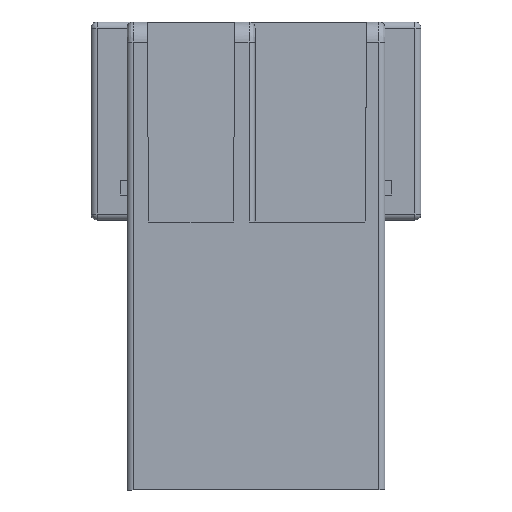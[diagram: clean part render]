
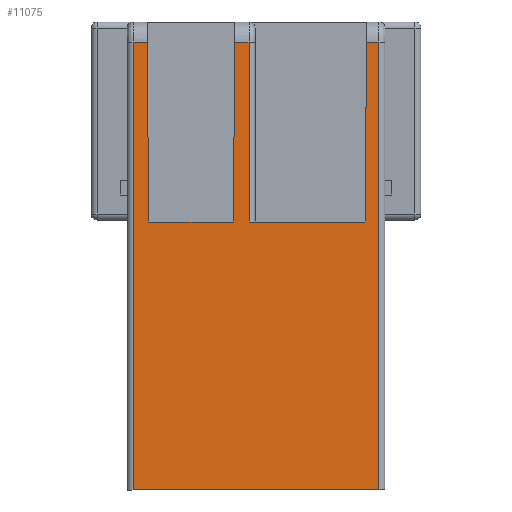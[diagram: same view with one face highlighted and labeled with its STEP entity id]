
A CAD part, left-side view. The second image highlights one B-rep face of the part: STEP entity #11075.
In plain terms, the highlighted planar face has unit normal (-1, 0, 0).
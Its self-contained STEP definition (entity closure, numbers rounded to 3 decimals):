
#10726=CARTESIAN_POINT('',(-4.75,2.9,21.6));
#10727=VERTEX_POINT('',#10726);
#10728=CARTESIAN_POINT('',(-4.75,2.9,44.));
#10729=VERTEX_POINT('',#10728);
#10730=CARTESIAN_POINT('',(-4.75,2.9,21.6));
#10731=DIRECTION('',(0.,0.,1.));
#10732=VECTOR('',#10731,22.4);
#10733=LINE('',#10730,#10732);
#10734=EDGE_CURVE('',#10727,#10729,#10733,.T.);
#10804=CARTESIAN_POINT('',(-4.75,2.191,44.));
#10805=VERTEX_POINT('',#10804);
#10806=CARTESIAN_POINT('',(-4.75,2.9,44.));
#10807=DIRECTION('',(0.,-1.,0.));
#10808=VECTOR('',#10807,0.709);
#10809=LINE('',#10806,#10808);
#10810=EDGE_CURVE('',#10729,#10805,#10809,.T.);
#10831=CARTESIAN_POINT('',(-4.75,2.113,35.));
#10832=VERTEX_POINT('',#10831);
#10833=CARTESIAN_POINT('',(-4.75,2.191,44.));
#10834=DIRECTION('',(0.,-0.009,-1.));
#10835=VECTOR('',#10834,9.);
#10836=LINE('',#10833,#10835);
#10837=EDGE_CURVE('',#10805,#10832,#10836,.T.);
#10887=CARTESIAN_POINT('',(-4.75,-2.113,35.));
#10888=VERTEX_POINT('',#10887);
#10895=CARTESIAN_POINT('',(-4.75,-2.191,44.));
#10896=VERTEX_POINT('',#10895);
#10897=CARTESIAN_POINT('',(-4.75,-2.113,35.));
#10898=DIRECTION('',(0.,-0.009,1.));
#10899=VECTOR('',#10898,9.);
#10900=LINE('',#10897,#10899);
#10901=EDGE_CURVE('',#10888,#10896,#10900,.T.);
#10921=CARTESIAN_POINT('',(-4.75,-2.9,44.));
#10922=VERTEX_POINT('',#10921);
#10923=CARTESIAN_POINT('',(-4.75,-2.191,44.));
#10924=DIRECTION('',(0.,-1.,0.));
#10925=VECTOR('',#10924,0.709);
#10926=LINE('',#10923,#10925);
#10927=EDGE_CURVE('',#10896,#10922,#10926,.T.);
#10992=CARTESIAN_POINT('',(-4.75,-2.9,35.));
#10993=VERTEX_POINT('',#10992);
#10994=CARTESIAN_POINT('',(-4.75,-2.9,44.));
#10995=DIRECTION('',(0.,0.,-1.));
#10996=VECTOR('',#10995,9.);
#10997=LINE('',#10994,#10996);
#10998=EDGE_CURVE('',#10922,#10993,#10997,.T.);
#11018=CARTESIAN_POINT('',(-4.75,-3.2,33.5));
#11019=DIRECTION('',(0.,1.,0.));
#11020=DIRECTION('',(-1.,0.,0.));
#11021=AXIS2_PLACEMENT_3D('',#11018,#11020,#11019);
#11022=PLANE('',#11021);
#11023=CARTESIAN_POINT('',(-4.75,-2.113,35.));
#11024=DIRECTION('',(0.,1.,0.));
#11025=VECTOR('',#11024,4.225);
#11026=LINE('',#11023,#11025);
#11027=EDGE_CURVE('',#10888,#10832,#11026,.T.);
#11028=ORIENTED_EDGE('',*,*,#11027,.T.);
#11029=ORIENTED_EDGE('',*,*,#10837,.F.);
#11030=ORIENTED_EDGE('',*,*,#10810,.F.);
#11031=ORIENTED_EDGE('',*,*,#10734,.F.);
#11032=CARTESIAN_POINT('',(-4.75,-9.4,21.6));
#11033=VERTEX_POINT('',#11032);
#11034=CARTESIAN_POINT('',(-4.75,2.9,21.6));
#11035=DIRECTION('',(0.,-1.,0.));
#11036=VECTOR('',#11035,12.3);
#11037=LINE('',#11034,#11036);
#11038=EDGE_CURVE('',#10727,#11033,#11037,.T.);
#11039=ORIENTED_EDGE('',*,*,#11038,.T.);
#11040=CARTESIAN_POINT('',(-4.75,-9.4,44.));
#11041=VERTEX_POINT('',#11040);
#11042=CARTESIAN_POINT('',(-4.75,-9.4,44.));
#11043=DIRECTION('',(0.,0.,-1.));
#11044=VECTOR('',#11043,22.4);
#11045=LINE('',#11042,#11044);
#11046=EDGE_CURVE('',#11041,#11033,#11045,.T.);
#11047=ORIENTED_EDGE('',*,*,#11046,.F.);
#11048=CARTESIAN_POINT('',(-4.75,-8.779,44.));
#11049=VERTEX_POINT('',#11048);
#11050=CARTESIAN_POINT('',(-4.75,-9.4,44.));
#11051=DIRECTION('',(0.,1.,0.));
#11052=VECTOR('',#11051,0.621);
#11053=LINE('',#11050,#11052);
#11054=EDGE_CURVE('',#11041,#11049,#11053,.T.);
#11055=ORIENTED_EDGE('',*,*,#11054,.T.);
#11056=CARTESIAN_POINT('',(-4.75,-8.7,35.));
#11057=VERTEX_POINT('',#11056);
#11058=CARTESIAN_POINT('',(-4.75,-8.779,44.));
#11059=DIRECTION('',(0.,0.009,-1.));
#11060=VECTOR('',#11059,9.);
#11061=LINE('',#11058,#11060);
#11062=EDGE_CURVE('',#11049,#11057,#11061,.T.);
#11063=ORIENTED_EDGE('',*,*,#11062,.T.);
#11064=CARTESIAN_POINT('',(-4.75,-8.7,35.));
#11065=DIRECTION('',(0.,1.,0.));
#11066=VECTOR('',#11065,5.8);
#11067=LINE('',#11064,#11066);
#11068=EDGE_CURVE('',#11057,#10993,#11067,.T.);
#11069=ORIENTED_EDGE('',*,*,#11068,.T.);
#11070=ORIENTED_EDGE('',*,*,#10998,.F.);
#11071=ORIENTED_EDGE('',*,*,#10927,.F.);
#11072=ORIENTED_EDGE('',*,*,#10901,.F.);
#11073=EDGE_LOOP('',(#11028,#11029,#11030,#11031,#11039,#11047,#11055,#11063,#11069,#11070,#11071,#11072));
#11074=FACE_OUTER_BOUND('',#11073,.T.);
#11075=ADVANCED_FACE('',(#11074),#11022,.T.);
